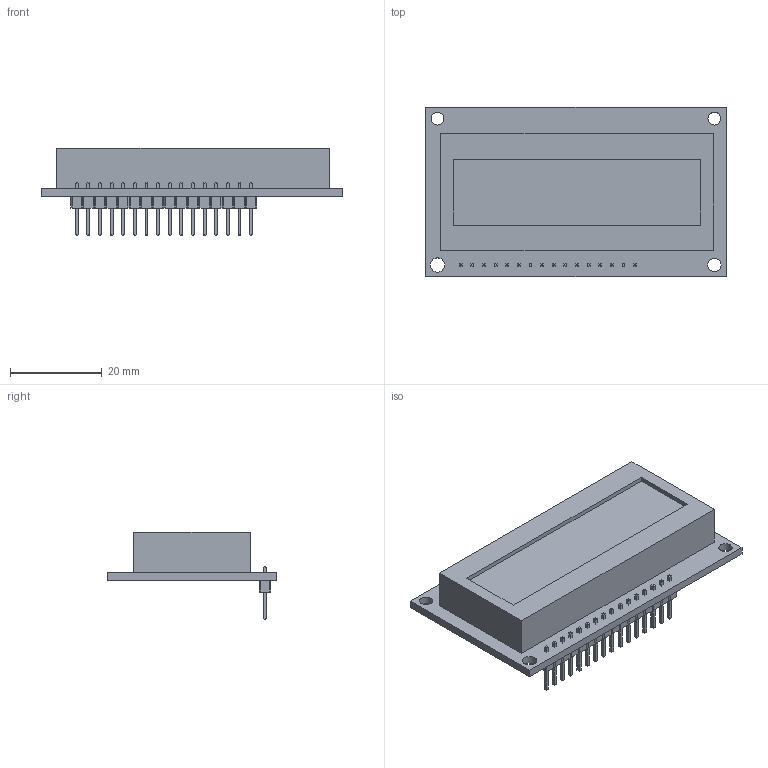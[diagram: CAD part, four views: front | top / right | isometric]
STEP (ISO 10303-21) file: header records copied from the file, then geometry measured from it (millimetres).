
FILE_DESCRIPTION(('FreeCAD Model'),'2;1');
FILE_NAME('LCD_xiamen_r1.step','2020-10-29T10:45:19',('kicad StepUp'),('ksu MCAD'), 'Open CASCADE STEP processor 7.4','FreeCAD','Unknown');
FILE_SCHEMA(('AUTOMOTIVE_DESIGN { 1 0 10303 214 1 1 1 1 }'));
Length unit declared in the file: millimetre
Products named in the file (1): LCD_xiamen_r1
Bounding box: 65.6 x 37 x 19.04 mm (x, y, z)
Volume: 17036.4 mm3; surface area: 10685.5 mm2
Topology: 3 solids, 3 shells, 409 faces, 982 edges, 612 vertices
Faces by surface type: plane 405, cylinder 4
Full cylindrical faces by diameter (mm): 2.816 x1, 2.824 x1, 2.916 x1, 3.12 x1
Entity records: 14380 total; most frequent: CARTESIAN_POINT 2004, ORIENTED_EDGE 1964, DIRECTION 1810, EDGE_CURVE 982, LINE 974, VECTOR 974, VERTEX_POINT 612, FACE_BOUND 450
